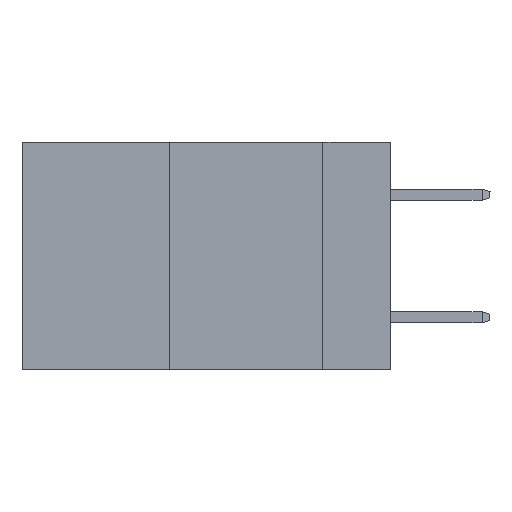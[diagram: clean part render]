
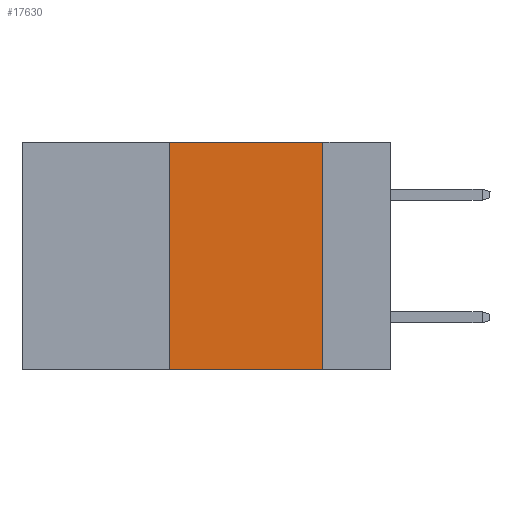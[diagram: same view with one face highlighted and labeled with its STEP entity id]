
A CAD part, left-side view. The second image highlights one B-rep face of the part: STEP entity #17630.
In plain terms, the highlighted planar face has unit normal (-1, 0, 0).
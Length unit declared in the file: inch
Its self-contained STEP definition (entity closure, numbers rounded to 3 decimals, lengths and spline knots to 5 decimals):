
#806 = VECTOR ( 'NONE', #19674, 39.37008 ) ;
#1348 = LINE ( 'NONE', #5795, #806 ) ;
#1959 = CARTESIAN_POINT ( 'NONE',  ( 0., 0.11, 0. ) ) ;
#2314 = DIRECTION ( 'NONE',  ( 0., -1., 0. ) ) ;
#2653 = CARTESIAN_POINT ( 'NONE',  ( 0., 0.11, 0. ) ) ;
#3262 = LINE ( 'NONE', #2653, #16697 ) ;
#4142 = PLANE ( 'NONE',  #7823 ) ;
#4478 = ORIENTED_EDGE ( 'NONE', *, *, #21881, .F. ) ;
#5684 = CARTESIAN_POINT ( 'NONE',  ( 0., 0.36, 0. ) ) ;
#5795 = CARTESIAN_POINT ( 'NONE',  ( 0., 0.36, 0. ) ) ;
#6166 = EDGE_CURVE ( 'NONE', #20347, #13712, #6593, .T. ) ;
#6593 = LINE ( 'NONE', #17923, #20404 ) ;
#6807 = CARTESIAN_POINT ( 'NONE',  ( 0., 0.11, -0.37 ) ) ;
#7374 = VERTEX_POINT ( 'NONE', #5684 ) ;
#7805 = DIRECTION ( 'NONE',  ( 0., 0., -1. ) ) ;
#7823 = AXIS2_PLACEMENT_3D ( 'NONE', #19806, #18093, #7805 ) ;
#9191 = CARTESIAN_POINT ( 'NONE',  ( 0., 0.6, 0. ) ) ;
#9488 = FACE_OUTER_BOUND ( 'NONE', #17425, .T. ) ;
#13225 = DIRECTION ( 'NONE',  ( 0., 0., -1. ) ) ;
#13423 = CARTESIAN_POINT ( 'NONE',  ( 0., 0.36, -0.37 ) ) ;
#13712 = VERTEX_POINT ( 'NONE', #6807 ) ;
#14712 = VECTOR ( 'NONE', #16094, 39.37008 ) ;
#16094 = DIRECTION ( 'NONE',  ( 0., -1., 0. ) ) ;
#16630 = EDGE_CURVE ( 'NONE', #20347, #7374, #1348, .T. ) ;
#16697 = VECTOR ( 'NONE', #13225, 39.37008 ) ;
#17219 = VERTEX_POINT ( 'NONE', #1959 ) ;
#17425 = EDGE_LOOP ( 'NONE', ( #21958, #4478, #18938, #19491 ) ) ;
#17630 = ADVANCED_FACE ( 'NONE', ( #9488 ), #4142, .F. ) ;
#17923 = CARTESIAN_POINT ( 'NONE',  ( 0., 0.6, -0.37 ) ) ;
#18093 = DIRECTION ( 'NONE',  ( 1., 0., 0. ) ) ;
#18938 = ORIENTED_EDGE ( 'NONE', *, *, #16630, .F. ) ;
#19491 = ORIENTED_EDGE ( 'NONE', *, *, #6166, .T. ) ;
#19666 = EDGE_CURVE ( 'NONE', #17219, #13712, #3262, .T. ) ;
#19674 = DIRECTION ( 'NONE',  ( 0., 0., 1. ) ) ;
#19806 = CARTESIAN_POINT ( 'NONE',  ( 0., 0.6, 0. ) ) ;
#19857 = LINE ( 'NONE', #9191, #14712 ) ;
#20347 = VERTEX_POINT ( 'NONE', #13423 ) ;
#20404 = VECTOR ( 'NONE', #2314, 39.37008 ) ;
#21881 = EDGE_CURVE ( 'NONE', #7374, #17219, #19857, .T. ) ;
#21958 = ORIENTED_EDGE ( 'NONE', *, *, #19666, .F. ) ;
